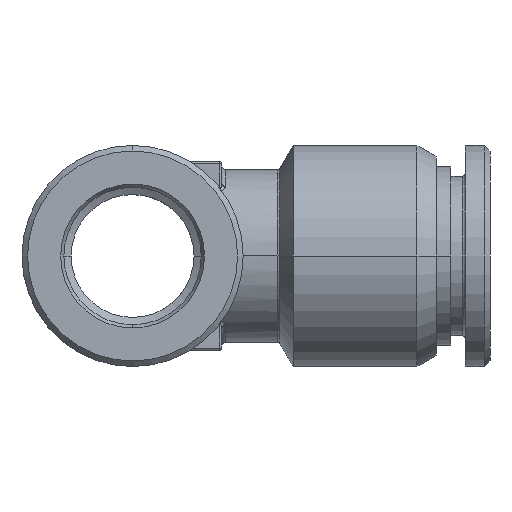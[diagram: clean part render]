
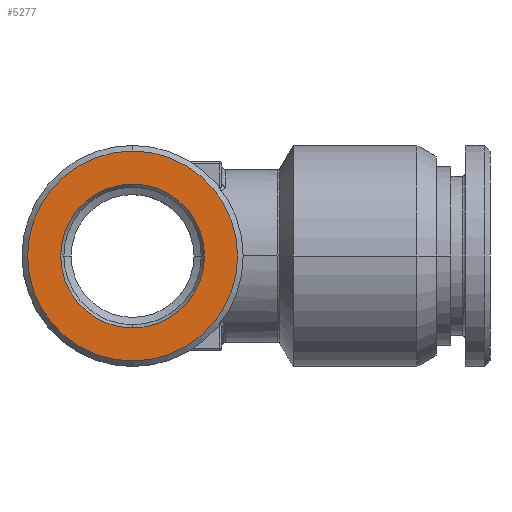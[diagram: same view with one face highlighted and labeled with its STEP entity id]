
A CAD part, left-side view. The second image highlights one B-rep face of the part: STEP entity #5277.
In plain terms, the highlighted planar face has unit normal (-1, 0, 0).
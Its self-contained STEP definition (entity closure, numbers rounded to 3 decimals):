
#1395=CARTESIAN_POINT('',(-32.,0.,0.));
#1396=DIRECTION('',(-1.,0.,0.));
#1397=DIRECTION('',(0.,0.,-1.));
#1398=AXIS2_PLACEMENT_3D('',#1395,#1396,#1397);
#1408=CARTESIAN_POINT('',(-32.,0.,0.));
#1409=DIRECTION('',(1.,0.,0.));
#1410=DIRECTION('',(0.,0.,-1.));
#1411=AXIS2_PLACEMENT_3D('',#1408,#1409,#1410);
#1413=CARTESIAN_POINT('',(-32.,0.,0.));
#1414=DIRECTION('',(1.,0.,0.));
#1415=DIRECTION('',(0.,0.,-1.));
#1416=AXIS2_PLACEMENT_3D('',#1413,#1414,#1415);
#1418=CARTESIAN_POINT('',(-32.,0.,0.));
#1419=DIRECTION('',(-1.,0.,0.));
#1420=DIRECTION('',(0.,0.,-1.));
#1421=AXIS2_PLACEMENT_3D('',#1418,#1419,#1420);
#2714=CARTESIAN_POINT('',(-32.,0.,-6.439));
#2716=VERTEX_POINT('',#2714);
#2717=CARTESIAN_POINT('',(-32.,0.,-9.4));
#2719=VERTEX_POINT('',#2717);
#2724=CARTESIAN_POINT('',(-32.,0.,6.439));
#2726=VERTEX_POINT('',#2724);
#2727=CARTESIAN_POINT('',(-32.,0.,9.4));
#2729=VERTEX_POINT('',#2727);
#5262=CARTESIAN_POINT('',(-32.,0.,0.));
#5263=DIRECTION('',(-1.,0.,0.));
#5264=DIRECTION('',(0.,0.,1.));
#5265=AXIS2_PLACEMENT_3D('',#5262,#5263,#5264);
#5266=PLANE('',#5265);
#5267=ORIENTED_EDGE('',*,*,#5241,.F.);
#5268=ORIENTED_EDGE('',*,*,#5257,.T.);
#5269=EDGE_LOOP('',(#5267,#5268));
#5270=FACE_OUTER_BOUND('',#5269,.F.);
#5272=ORIENTED_EDGE('',*,*,#5271,.F.);
#5274=ORIENTED_EDGE('',*,*,#5273,.T.);
#5275=EDGE_LOOP('',(#5272,#5274));
#5276=FACE_BOUND('',#5275,.F.);
#5277=ADVANCED_FACE('',(#5270,#5276),#5266,.T.);
#1399=CIRCLE('',#1398,9.4);
#1412=CIRCLE('',#1411,9.4);
#1417=CIRCLE('',#1416,6.439);
#1422=CIRCLE('',#1421,6.439);
#5241=EDGE_CURVE('',#2719,#2729,#1399,.T.);
#5257=EDGE_CURVE('',#2719,#2729,#1412,.T.);
#5271=EDGE_CURVE('',#2716,#2726,#1417,.T.);
#5273=EDGE_CURVE('',#2716,#2726,#1422,.T.);
